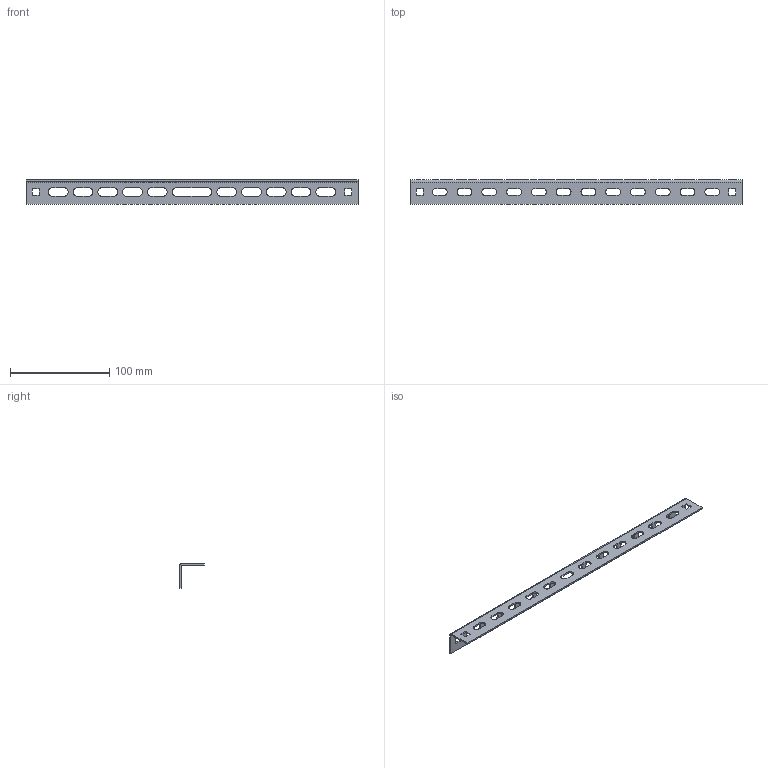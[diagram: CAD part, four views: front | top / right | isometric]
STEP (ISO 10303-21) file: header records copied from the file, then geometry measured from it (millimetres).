
FILE_DESCRIPTION (( 'STEP AP214' ), '1' );
FILE_NAME ('YKV-UO-450 Óãîëîê äëÿ îáîðóäîâàíèÿ 450 SMART (êîìï. 2øò.).STEP', '2020-02-20T08:11:08', ( '' ), ( '' ), 'SwSTEP 2.0', 'SolidWorks 2017', '' );
FILE_SCHEMA (( 'AUTOMOTIVE_DESIGN' ));
Length unit declared in the file: millimetre
Products named in the file (1): YKV-UO-450 Óãîëîê äëÿ îáîðóäîâàíèÿ 450 SMART (êîìï. 2øò.)
Bounding box: 335 x 25 x 25 mm (x, y, z)
Volume: 19045.9 mm3; surface area: 28284.2 mm2
Topology: 1 solids, 1 shells, 134 faces, 388 edges, 256 vertices
Faces by surface type: plane 74, cylinder 60
Entity records: 4570 total; most frequent: CARTESIAN_POINT 779, DIRECTION 778, ORIENTED_EDGE 776, EDGE_CURVE 388, VECTOR 268, LINE 268, VERTEX_POINT 256, AXIS2_PLACEMENT_3D 255
